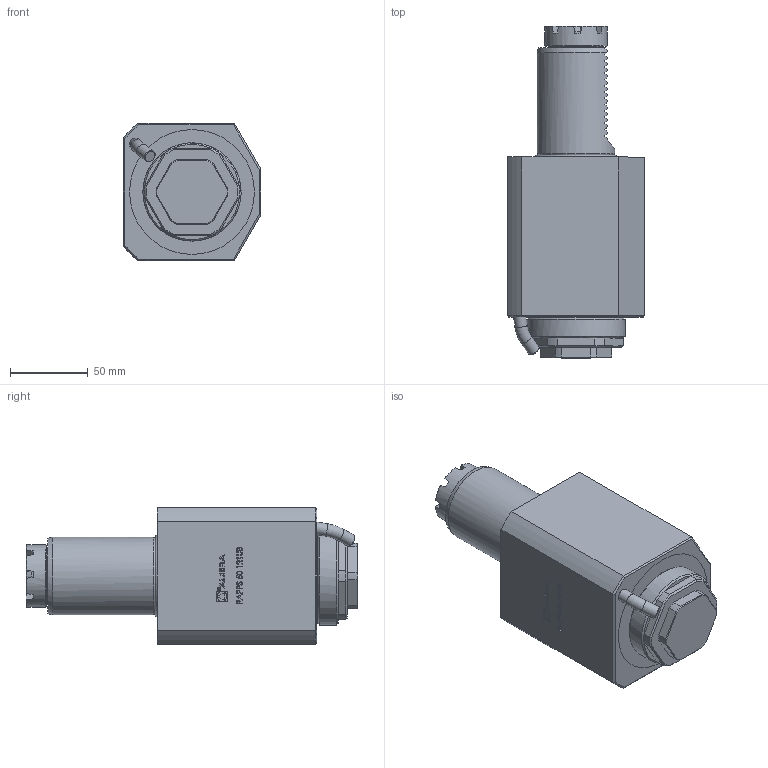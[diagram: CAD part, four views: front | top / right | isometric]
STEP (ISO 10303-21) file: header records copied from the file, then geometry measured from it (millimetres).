
FILE_DESCRIPTION (( 'STEP AP214' ), '1' );
FILE_NAME ('RAPPS50121UB.STEP', '2021-07-06T06:48:33', ( 'ANDREA' ), ( '' ), 'SwSTEP 2.0', 'SolidWorks 2016', '' );
FILE_SCHEMA (( 'AUTOMOTIVE_DESIGN' ));
Length unit declared in the file: millimetre
Products named in the file (1): RAPPS50121UB
Bounding box: 88 x 212.75 x 88 mm (x, y, z)
Volume: 948565.3 mm3; surface area: 68207.6 mm2
Topology: 1 solids, 1 shells, 515 faces, 1359 edges, 889 vertices
Faces by surface type: plane 308, cylinder 88, bspline 76, cone 39, torus 4
Full cylindrical faces by diameter (mm): 1.7 x1, 2.1 x1, 6.366 x1, 8 x2, 20.3 x1, 28 x1, 40 x1, 49.2 x1, 50 x1, 55 x1, 63 x1
Entity records: 21375 total; most frequent: CARTESIAN_POINT 8409, ORIENTED_EDGE 2652, DIRECTION 2009, EDGE_CURVE 1326, VERTEX_POINT 880, VECTOR 779, LINE 779, AXIS2_PLACEMENT_3D 615
